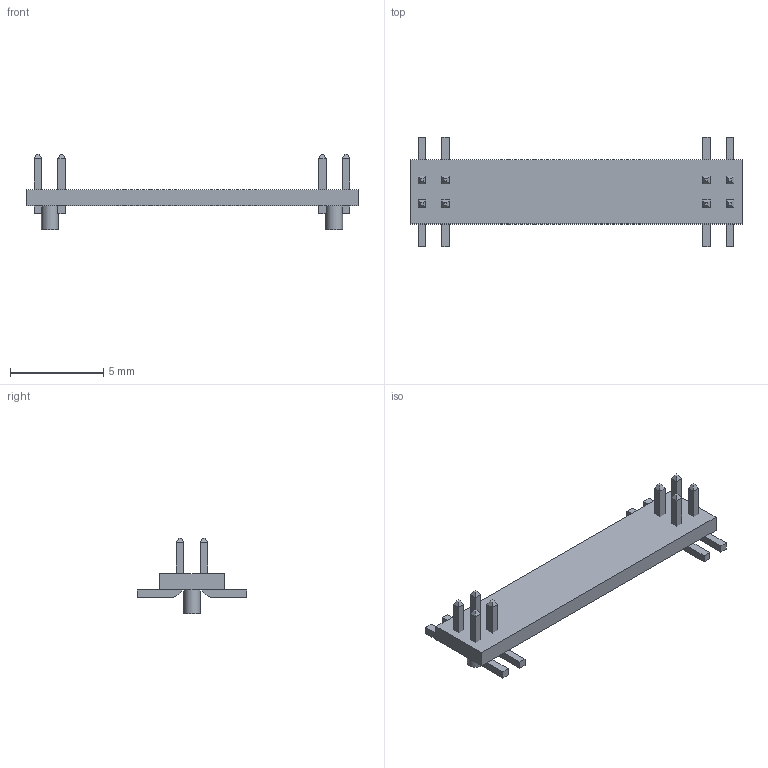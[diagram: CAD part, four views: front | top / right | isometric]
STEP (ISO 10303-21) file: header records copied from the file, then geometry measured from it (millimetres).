
FILE_DESCRIPTION(/* description */ (''),/* implementation_level */ '2;1');
FILE_NAME(/* name */ 'SAMTEC_FTS-114-02-L-DV-A.stp',/* time_stamp */ '2016-03-07T13:08:50+01:00',/* author */ ('riccim'),/* organization */ (''),/* preprocessor_version */ 'ST-DEVELOPER v15.5',/* originating_system */ 'AutoCAD Mechanical',/* authorisation */ ' ');
FILE_SCHEMA (('AUTOMOTIVE_DESIGN { 1 0 10303 214 3 1 1 }'));
Length unit declared in the file: millimetre
Products named in the file (1): Product
Bounding box: 17.78 x 5.84 x 4.04 mm (x, y, z)
Volume: 64.5 mm3; surface area: 263.8 mm2
Topology: 5 solids, 5 shells, 150 faces, 384 edges, 246 vertices
Faces by surface type: plane 140, cylinder 10
Full cylindrical faces by diameter (mm): 0.889 x2
Entity records: 4466 total; most frequent: CARTESIAN_POINT 775, ORIENTED_EDGE 760, DIRECTION 726, EDGE_CURVE 380, LINE 336, VECTOR 336, VERTEX_POINT 244, AXIS2_PLACEMENT_3D 195
